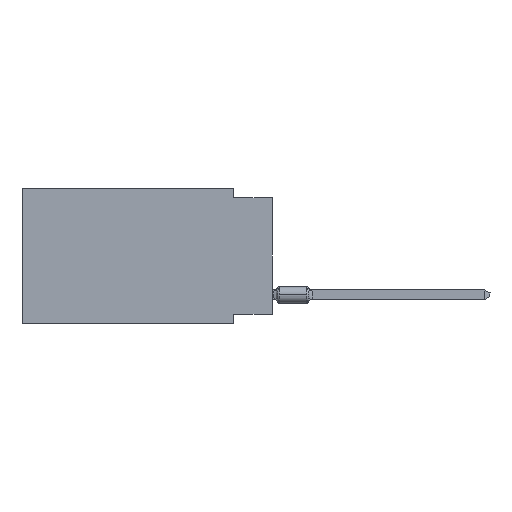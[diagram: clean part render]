
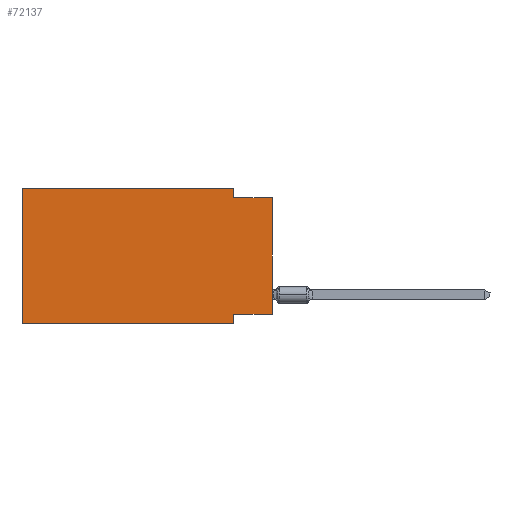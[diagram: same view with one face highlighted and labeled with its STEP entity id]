
A CAD part, left-side view. The second image highlights one B-rep face of the part: STEP entity #72137.
In plain terms, the highlighted planar face has unit normal (-1, 0, 0).
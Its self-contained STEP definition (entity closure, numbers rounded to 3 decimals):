
#216 = VECTOR ( 'NONE', #46207, 1000. ) ;
#450 = EDGE_LOOP ( 'NONE', ( #41109, #46768, #26361, #46033, #14258, #51636, #73096, #67503 ) ) ;
#2505 = DIRECTION ( 'NONE',  ( 0., 0., -1. ) ) ;
#4842 = CARTESIAN_POINT ( 'NONE',  ( 0., 0., -0.635 ) ) ;
#4844 = CARTESIAN_POINT ( 'NONE',  ( 0., 0., -8.255 ) ) ;
#5808 = EDGE_CURVE ( 'NONE', #15202, #63164, #39736, .T. ) ;
#8209 = VERTEX_POINT ( 'NONE', #16806 ) ;
#11686 = LINE ( 'NONE', #54177, #65422 ) ;
#12554 = DIRECTION ( 'NONE',  ( 0., 0., -1. ) ) ;
#12619 = EDGE_CURVE ( 'NONE', #17316, #8209, #30849, .T. ) ;
#13336 = VECTOR ( 'NONE', #15288, 1000. ) ;
#14258 = ORIENTED_EDGE ( 'NONE', *, *, #12619, .F. ) ;
#15202 = VERTEX_POINT ( 'NONE', #66196 ) ;
#15288 = DIRECTION ( 'NONE',  ( 0., -1., 0. ) ) ;
#16806 = CARTESIAN_POINT ( 'NONE',  ( 0., 16.383, 0. ) ) ;
#16870 = DIRECTION ( 'NONE',  ( 0., -1., 0. ) ) ;
#17316 = VERTEX_POINT ( 'NONE', #60204 ) ;
#17380 = LINE ( 'NONE', #4844, #29920 ) ;
#18272 = VERTEX_POINT ( 'NONE', #36856 ) ;
#19022 = VECTOR ( 'NONE', #60229, 1000. ) ;
#20325 = DIRECTION ( 'NONE',  ( 1., 0., 0. ) ) ;
#23341 = VECTOR ( 'NONE', #16870, 1000. ) ;
#24409 = EDGE_CURVE ( 'NONE', #17316, #39861, #28643, .T. ) ;
#26013 = PLANE ( 'NONE',  #69041 ) ;
#26138 = CARTESIAN_POINT ( 'NONE',  ( 0., 2.54, -8.255 ) ) ;
#26361 = ORIENTED_EDGE ( 'NONE', *, *, #5808, .F. ) ;
#26396 = CARTESIAN_POINT ( 'NONE',  ( 0., 16.383, 0. ) ) ;
#28113 = EDGE_CURVE ( 'NONE', #18272, #73094, #11686, .T. ) ;
#28643 = LINE ( 'NONE', #41578, #13336 ) ;
#29920 = VECTOR ( 'NONE', #66687, 1000. ) ;
#30241 = EDGE_CURVE ( 'NONE', #63164, #73094, #35199, .T. ) ;
#30849 = LINE ( 'NONE', #68842, #48711 ) ;
#31184 = LINE ( 'NONE', #62690, #43781 ) ;
#35199 = LINE ( 'NONE', #4842, #19022 ) ;
#36856 = CARTESIAN_POINT ( 'NONE',  ( 0., 0., -8.255 ) ) ;
#39736 = LINE ( 'NONE', #44613, #216 ) ;
#39861 = VERTEX_POINT ( 'NONE', #61304 ) ;
#41109 = ORIENTED_EDGE ( 'NONE', *, *, #28113, .T. ) ;
#41578 = CARTESIAN_POINT ( 'NONE',  ( 0., 16.383, -8.89 ) ) ;
#43781 = VECTOR ( 'NONE', #12554, 1000. ) ;
#44613 = CARTESIAN_POINT ( 'NONE',  ( 0., 2.54, 0. ) ) ;
#46033 = ORIENTED_EDGE ( 'NONE', *, *, #68188, .F. ) ;
#46207 = DIRECTION ( 'NONE',  ( 0., 0., -1. ) ) ;
#46768 = ORIENTED_EDGE ( 'NONE', *, *, #30241, .F. ) ;
#48711 = VECTOR ( 'NONE', #74904, 1000. ) ;
#51636 = ORIENTED_EDGE ( 'NONE', *, *, #24409, .T. ) ;
#54056 = LINE ( 'NONE', #72258, #23341 ) ;
#54177 = CARTESIAN_POINT ( 'NONE',  ( 0., 0., 0. ) ) ;
#55793 = CARTESIAN_POINT ( 'NONE',  ( 0., 2.54, -0.635 ) ) ;
#56188 = EDGE_CURVE ( 'NONE', #68429, #39861, #31184, .T. ) ;
#60204 = CARTESIAN_POINT ( 'NONE',  ( 0., 16.383, -8.89 ) ) ;
#60229 = DIRECTION ( 'NONE',  ( 0., -1., 0. ) ) ;
#61304 = CARTESIAN_POINT ( 'NONE',  ( 0., 2.54, -8.89 ) ) ;
#62690 = CARTESIAN_POINT ( 'NONE',  ( 0., 2.54, -8.89 ) ) ;
#63164 = VERTEX_POINT ( 'NONE', #55793 ) ;
#65422 = VECTOR ( 'NONE', #65903, 1000. ) ;
#65903 = DIRECTION ( 'NONE',  ( 0., 0., 1. ) ) ;
#66071 = CARTESIAN_POINT ( 'NONE',  ( 0., 0., -0.635 ) ) ;
#66196 = CARTESIAN_POINT ( 'NONE',  ( 0., 2.54, 0. ) ) ;
#66687 = DIRECTION ( 'NONE',  ( 0., 1., 0. ) ) ;
#67503 = ORIENTED_EDGE ( 'NONE', *, *, #69525, .F. ) ;
#68188 = EDGE_CURVE ( 'NONE', #8209, #15202, #54056, .T. ) ;
#68429 = VERTEX_POINT ( 'NONE', #26138 ) ;
#68842 = CARTESIAN_POINT ( 'NONE',  ( 0., 16.383, 0. ) ) ;
#69041 = AXIS2_PLACEMENT_3D ( 'NONE', #26396, #20325, #2505 ) ;
#69525 = EDGE_CURVE ( 'NONE', #18272, #68429, #17380, .T. ) ;
#72137 = ADVANCED_FACE ( 'NONE', ( #76112 ), #26013, .F. ) ;
#72258 = CARTESIAN_POINT ( 'NONE',  ( 0., 16.383, 0. ) ) ;
#73094 = VERTEX_POINT ( 'NONE', #66071 ) ;
#73096 = ORIENTED_EDGE ( 'NONE', *, *, #56188, .F. ) ;
#74904 = DIRECTION ( 'NONE',  ( 0., 0., 1. ) ) ;
#76112 = FACE_OUTER_BOUND ( 'NONE', #450, .T. ) ;
